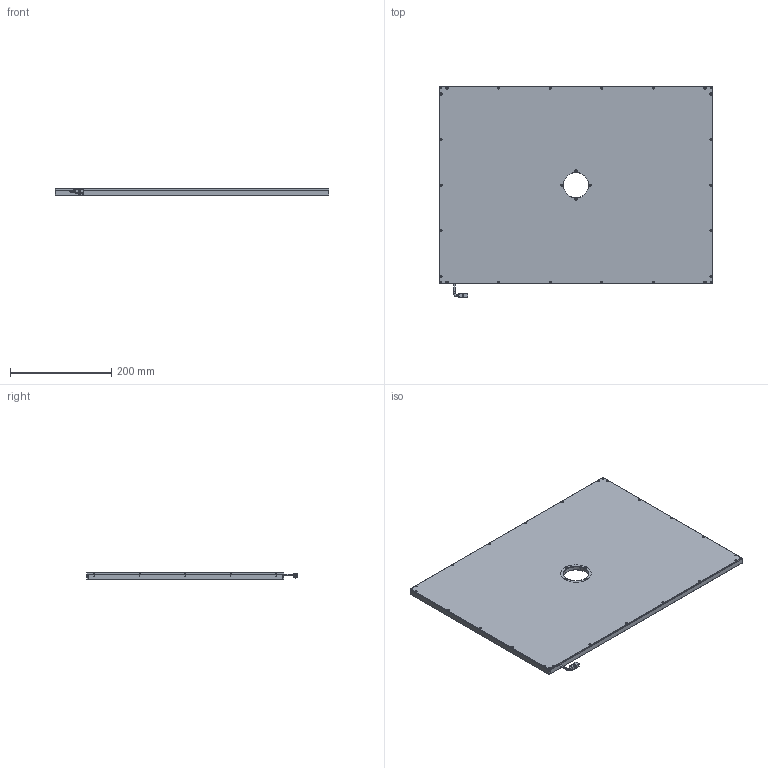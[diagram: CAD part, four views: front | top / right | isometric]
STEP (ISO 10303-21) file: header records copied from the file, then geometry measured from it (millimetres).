
FILE_DESCRIPTION (( 'STEP AP214' ), '1' );
FILE_NAME ('660606-G.STEP', '2019-03-25T07:29:53', ( '' ), ( '' ), 'SwSTEP 2.0', 'SolidWorks 2016', '' );
FILE_SCHEMA (( 'AUTOMOTIVE_DESIGN' ));
Length unit declared in the file: millimetre
Products named in the file (1): 660606-G
Bounding box: 540 x 417 x 13 mm (x, y, z)
Volume: 2084702 mm3; surface area: 943356.5 mm2
Topology: 7 solids, 7 shells, 987 faces, 2424 edges, 1558 vertices
Faces by surface type: plane 622, cylinder 204, cone 100, bspline 61
Entity records: 39039 total; most frequent: CARTESIAN_POINT 5957, ORIENTED_EDGE 4760, DIRECTION 4592, EDGE_CURVE 2380, LINE 1786, VECTOR 1786, VERTEX_POINT 1558, AXIS2_PLACEMENT_3D 1403
